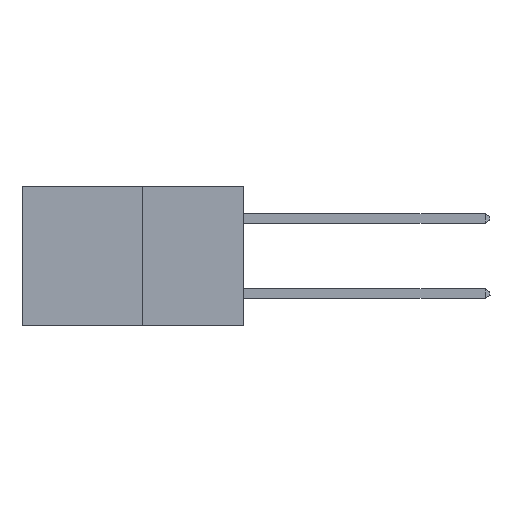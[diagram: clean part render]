
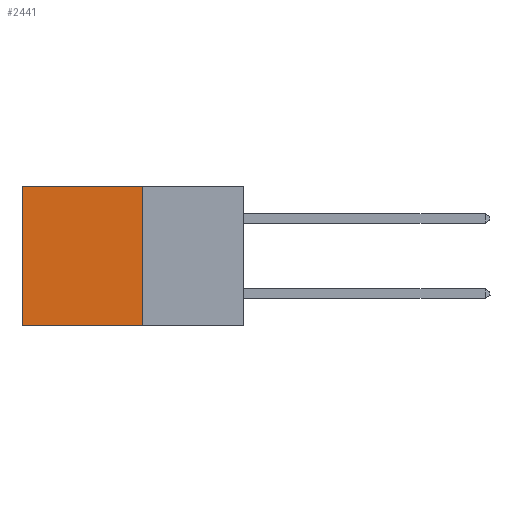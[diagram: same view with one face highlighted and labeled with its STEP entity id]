
A CAD part, left-side view. The second image highlights one B-rep face of the part: STEP entity #2441.
In plain terms, the highlighted planar face has unit normal (-1, 0, 0).
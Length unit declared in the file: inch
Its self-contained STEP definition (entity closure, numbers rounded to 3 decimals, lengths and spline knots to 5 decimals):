
#1070 = LINE ( 'NONE', #9711, #15641 ) ;
#2441 = ADVANCED_FACE ( 'NONE', ( #9234 ), #17289, .F. ) ;
#2952 = CARTESIAN_POINT ( 'NONE',  ( 0.277, 0.27, -0.37 ) ) ;
#3291 = EDGE_CURVE ( 'NONE', #7488, #3731, #1070, .T. ) ;
#3731 = VERTEX_POINT ( 'NONE', #7696 ) ;
#3962 = CARTESIAN_POINT ( 'NONE',  ( 0.277, 0.27, 0. ) ) ;
#4415 = EDGE_CURVE ( 'NONE', #16235, #9842, #9787, .T. ) ;
#5338 = LINE ( 'NONE', #21089, #19179 ) ;
#5388 = DIRECTION ( 'NONE',  ( 0., 1., 0. ) ) ;
#5775 = EDGE_LOOP ( 'NONE', ( #10167, #7833, #13382, #22764 ) ) ;
#5971 = DIRECTION ( 'NONE',  ( 0., 1., 0. ) ) ;
#6432 = DIRECTION ( 'NONE',  ( 0., 0., -1. ) ) ;
#6547 = AXIS2_PLACEMENT_3D ( 'NONE', #17268, #6818, #6432 ) ;
#6818 = DIRECTION ( 'NONE',  ( 1., 0., 0. ) ) ;
#7488 = VERTEX_POINT ( 'NONE', #17378 ) ;
#7696 = CARTESIAN_POINT ( 'NONE',  ( 0.277, 0.59, -0.37 ) ) ;
#7833 = ORIENTED_EDGE ( 'NONE', *, *, #11934, .F. ) ;
#9234 = FACE_OUTER_BOUND ( 'NONE', #5775, .T. ) ;
#9711 = CARTESIAN_POINT ( 'NONE',  ( 0.277, 0.59, -0.37 ) ) ;
#9787 = LINE ( 'NONE', #11037, #15011 ) ;
#9842 = VERTEX_POINT ( 'NONE', #2952 ) ;
#10167 = ORIENTED_EDGE ( 'NONE', *, *, #3291, .T. ) ;
#10975 = DIRECTION ( 'NONE',  ( 0., 0., -1. ) ) ;
#11037 = CARTESIAN_POINT ( 'NONE',  ( 0.277, 0.27, -0.37 ) ) ;
#11934 = EDGE_CURVE ( 'NONE', #9842, #3731, #5338, .T. ) ;
#13280 = VECTOR ( 'NONE', #5971, 39.37008 ) ;
#13382 = ORIENTED_EDGE ( 'NONE', *, *, #4415, .F. ) ;
#14523 = LINE ( 'NONE', #3962, #13280 ) ;
#15011 = VECTOR ( 'NONE', #10975, 39.37008 ) ;
#15641 = VECTOR ( 'NONE', #17942, 39.37008 ) ;
#16235 = VERTEX_POINT ( 'NONE', #17960 ) ;
#17268 = CARTESIAN_POINT ( 'NONE',  ( 0.277, 0.27, -0.37 ) ) ;
#17289 = PLANE ( 'NONE',  #6547 ) ;
#17378 = CARTESIAN_POINT ( 'NONE',  ( 0.277, 0.59, 0. ) ) ;
#17942 = DIRECTION ( 'NONE',  ( 0., 0., -1. ) ) ;
#17960 = CARTESIAN_POINT ( 'NONE',  ( 0.277, 0.27, 0. ) ) ;
#19179 = VECTOR ( 'NONE', #5388, 39.37008 ) ;
#21089 = CARTESIAN_POINT ( 'NONE',  ( 0.277, 0.27, -0.37 ) ) ;
#21696 = EDGE_CURVE ( 'NONE', #16235, #7488, #14523, .T. ) ;
#22764 = ORIENTED_EDGE ( 'NONE', *, *, #21696, .T. ) ;
